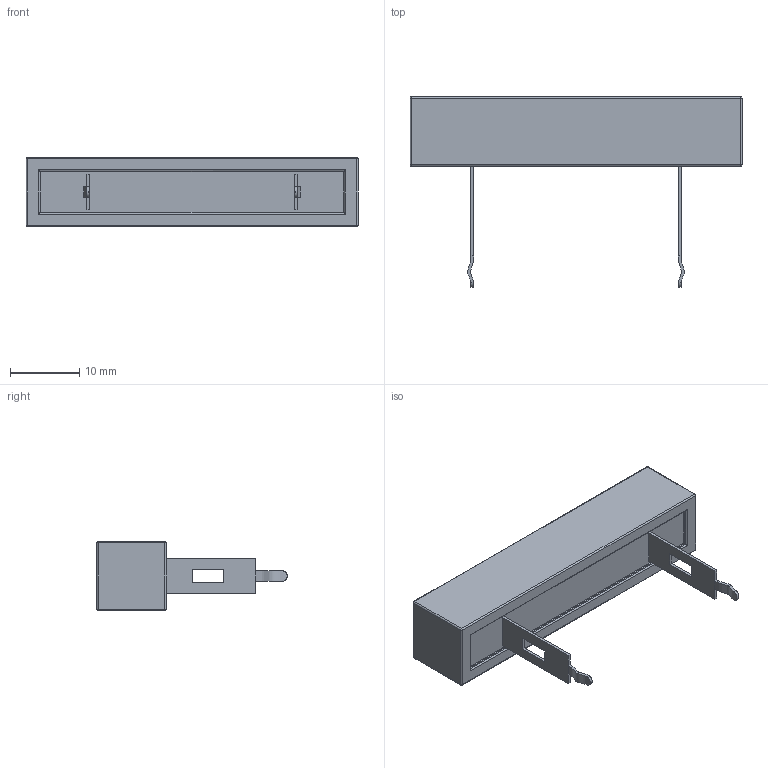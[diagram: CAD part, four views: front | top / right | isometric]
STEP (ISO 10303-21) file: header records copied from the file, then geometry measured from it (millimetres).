
FILE_DESCRIPTION (( 'STEP AP214' ), '1' );
FILE_NAME ('RES_SQZH_10W_30mm-A_0R_J(5%).STEP', '2022-06-21T16:45:26', ( '' ), ( '' ), 'SwSTEP 2.0', 'SolidWorks 2020', '' );
FILE_SCHEMA (( 'AUTOMOTIVE_DESIGN' ));
Length unit declared in the file: millimetre
Products named in the file (1): RES_SQZH_10W_30mm-A_0R_J(5%)
Bounding box: 48 x 27.5 x 10 mm (x, y, z)
Volume: 4717.3 mm3; surface area: 2436.6 mm2
Topology: 1 solids, 1 shells, 286 faces, 748 edges, 480 vertices
Faces by surface type: bspline 164, plane 90, cylinder 24, sphere 8
Entity records: 19069 total; most frequent: CARTESIAN_POINT 10519, ORIENTED_EDGE 1480, EDGE_CURVE 740, DIRECTION 666, VERTEX_POINT 480, VECTOR 372, LINE 372, B_SPLINE_CURVE_WITH_KNOTS 336
